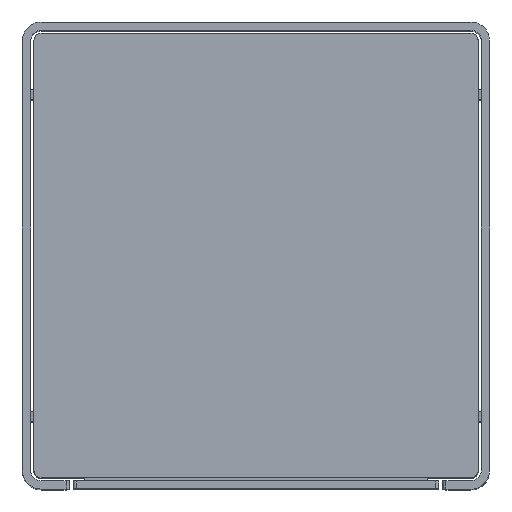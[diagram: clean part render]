
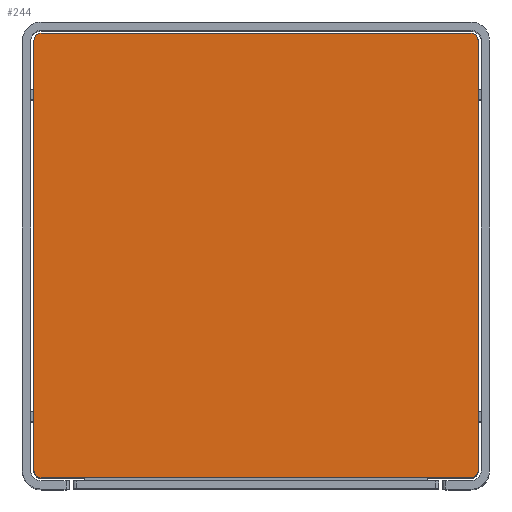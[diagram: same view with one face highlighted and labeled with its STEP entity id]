
A CAD part, top view. The second image highlights one B-rep face of the part: STEP entity #244.
In plain terms, the highlighted planar face has unit normal (0, 0, 1).
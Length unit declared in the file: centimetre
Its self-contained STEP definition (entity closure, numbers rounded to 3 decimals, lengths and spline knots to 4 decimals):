
#107=(
BOUNDED_CURVE()
B_SPLINE_CURVE(2,(#4034,#4035,#4036),.UNSPECIFIED.,.F.,.F.)
B_SPLINE_CURVE_WITH_KNOTS((3,3),(-10.9956,0.),.UNSPECIFIED.)
CURVE()
GEOMETRIC_REPRESENTATION_ITEM()
RATIONAL_B_SPLINE_CURVE((1.,0.707,1.))
REPRESENTATION_ITEM($)
);
#109=(
BOUNDED_CURVE()
B_SPLINE_CURVE(2,(#4048,#4049,#4050),.UNSPECIFIED.,.F.,.F.)
B_SPLINE_CURVE_WITH_KNOTS((3,3),(-10.9956,0.),.UNSPECIFIED.)
CURVE()
GEOMETRIC_REPRESENTATION_ITEM()
RATIONAL_B_SPLINE_CURVE((1.,0.707,1.))
REPRESENTATION_ITEM($)
);
#111=(
BOUNDED_CURVE()
B_SPLINE_CURVE(2,(#4062,#4063,#4064),.UNSPECIFIED.,.F.,.F.)
B_SPLINE_CURVE_WITH_KNOTS((3,3),(-10.9956,0.),.UNSPECIFIED.)
CURVE()
GEOMETRIC_REPRESENTATION_ITEM()
RATIONAL_B_SPLINE_CURVE((1.,0.707,1.))
REPRESENTATION_ITEM($)
);
#112=(
BOUNDED_CURVE()
B_SPLINE_CURVE(2,(#4071,#4072,#4073),.UNSPECIFIED.,.F.,.F.)
B_SPLINE_CURVE_WITH_KNOTS((3,3),(0.,10.9956),.UNSPECIFIED.)
CURVE()
GEOMETRIC_REPRESENTATION_ITEM()
RATIONAL_B_SPLINE_CURVE((1.,0.707,1.))
REPRESENTATION_ITEM($)
);
#244=ADVANCED_FACE($,(#387),#1818,.T.);
#387=FACE_OUTER_BOUND($,#532,.T.);
#532=EDGE_LOOP($,(#1064,#1065,#1066,#1067,#1068,#1069,#1070,#1071));
#1064=ORIENTED_EDGE($,*,*,#1458,.T.);
#1065=ORIENTED_EDGE($,*,*,#1461,.F.);
#1066=ORIENTED_EDGE($,*,*,#1464,.T.);
#1067=ORIENTED_EDGE($,*,*,#1467,.F.);
#1068=ORIENTED_EDGE($,*,*,#1470,.T.);
#1069=ORIENTED_EDGE($,*,*,#1473,.F.);
#1070=ORIENTED_EDGE($,*,*,#1476,.T.);
#1071=ORIENTED_EDGE($,*,*,#1477,.T.);
#1458=EDGE_CURVE($,#1698,#1700,#2045,.T.);
#1461=EDGE_CURVE($,#1702,#1700,#107,.T.);
#1464=EDGE_CURVE($,#1702,#1704,#2049,.T.);
#1467=EDGE_CURVE($,#1706,#1704,#109,.T.);
#1470=EDGE_CURVE($,#1706,#1708,#2053,.T.);
#1473=EDGE_CURVE($,#1710,#1708,#111,.T.);
#1476=EDGE_CURVE($,#1710,#1712,#2057,.T.);
#1477=EDGE_CURVE($,#1712,#1698,#112,.T.);
#1698=VERTEX_POINT($,#4108);
#1700=VERTEX_POINT($,#4110);
#1702=VERTEX_POINT($,#4112);
#1704=VERTEX_POINT($,#4114);
#1706=VERTEX_POINT($,#4116);
#1708=VERTEX_POINT($,#4118);
#1710=VERTEX_POINT($,#4120);
#1712=VERTEX_POINT($,#4122);
#1818=PLANE($,#2275);
#2045=B_SPLINE_CURVE_WITH_KNOTS($,1,(#4027,#4028),.UNSPECIFIED.,.F.,.F.,
(2,2),(0.,414.),.UNSPECIFIED.);
#2049=B_SPLINE_CURVE_WITH_KNOTS($,1,(#4041,#4042),.UNSPECIFIED.,.F.,.F.,
(2,2),(0.,414.),.UNSPECIFIED.);
#2053=B_SPLINE_CURVE_WITH_KNOTS($,1,(#4055,#4056),.UNSPECIFIED.,.F.,.F.,
(2,2),(0.,414.),.UNSPECIFIED.);
#2057=B_SPLINE_CURVE_WITH_KNOTS($,1,(#4069,#4070),.UNSPECIFIED.,.F.,.F.,
(2,2),(0.,414.),.UNSPECIFIED.);
#2275=AXIS2_PLACEMENT_3D($,#4105,#2373,$);
#2373=DIRECTION($,(0.,0.,1.));
#4027=CARTESIAN_POINT($,(-5.8101,6.0203,48.5));
#4028=CARTESIAN_POINT($,(-5.8101,-35.3797,48.5));
#4034=CARTESIAN_POINT($,(-5.1101,-36.0797,48.5));
#4035=CARTESIAN_POINT($,(-5.8101,-36.0797,48.5));
#4036=CARTESIAN_POINT($,(-5.8101,-35.3797,48.5));
#4041=CARTESIAN_POINT($,(-5.1101,-36.0797,48.5));
#4042=CARTESIAN_POINT($,(36.2899,-36.0797,48.5));
#4048=CARTESIAN_POINT($,(36.9899,-35.3797,48.5));
#4049=CARTESIAN_POINT($,(36.9899,-36.0797,48.5));
#4050=CARTESIAN_POINT($,(36.2899,-36.0797,48.5));
#4055=CARTESIAN_POINT($,(36.9899,-35.3797,48.5));
#4056=CARTESIAN_POINT($,(36.9899,6.0203,48.5));
#4062=CARTESIAN_POINT($,(36.2899,6.7203,48.5));
#4063=CARTESIAN_POINT($,(36.9899,6.7203,48.5));
#4064=CARTESIAN_POINT($,(36.9899,6.0203,48.5));
#4069=CARTESIAN_POINT($,(36.2899,6.7203,48.5));
#4070=CARTESIAN_POINT($,(-5.1101,6.7203,48.5));
#4071=CARTESIAN_POINT($,(-5.1101,6.7203,48.5));
#4072=CARTESIAN_POINT($,(-5.8101,6.7203,48.5));
#4073=CARTESIAN_POINT($,(-5.8101,6.0203,48.5));
#4105=CARTESIAN_POINT($,(15.5899,-57.9174,48.5));
#4108=CARTESIAN_POINT($,(-5.8101,6.0203,48.5));
#4110=CARTESIAN_POINT($,(-5.8101,-35.3797,48.5));
#4112=CARTESIAN_POINT($,(-5.1101,-36.0797,48.5));
#4114=CARTESIAN_POINT($,(36.2899,-36.0797,48.5));
#4116=CARTESIAN_POINT($,(36.9899,-35.3797,48.5));
#4118=CARTESIAN_POINT($,(36.9899,6.0203,48.5));
#4120=CARTESIAN_POINT($,(36.2899,6.7203,48.5));
#4122=CARTESIAN_POINT($,(-5.1101,6.7203,48.5));
